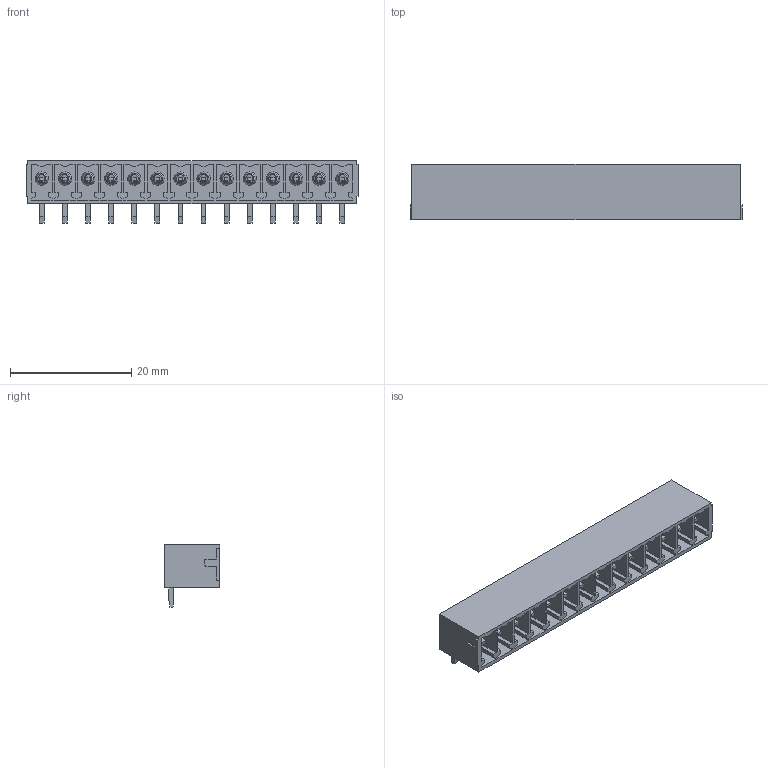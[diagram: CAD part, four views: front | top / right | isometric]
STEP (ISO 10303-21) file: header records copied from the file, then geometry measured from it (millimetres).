
FILE_DESCRIPTION(('CATIA V5 STEP Exchange','CAx-IF Rec.Pracs.--- Model Styling and Organization---1.2---2011-12-15'),'2;1');
FILE_NAME ('D1447375_0_1036620000_1036620000.stp','2018-10-12T06:14:31+00:00',('none'),('Weidmueller'),'CATIA Version 5-6 Release 2014','CATIA V5 STEP AP214','none');
FILE_SCHEMA(('AUTOMOTIVE_DESIGN { 1 0 10303 214 1 1 1 1 }'));
Length unit declared in the file: millimetre
Products named in the file (1): 1036620000
Bounding box: 54.73 x 9.2 x 10.3 mm (x, y, z)
Volume: 1505.4 mm3; surface area: 5130.1 mm2
Topology: 15 solids, 15 shells, 930 faces, 2616 edges, 1744 vertices
Faces by surface type: plane 838, cylinder 36, cone 28, torus 28
Entity records: 26651 total; most frequent: ORIENTED_EDGE 5232, CARTESIAN_POINT 4735, DIRECTION 3364, EDGE_CURVE 2616, VECTOR 2432, LINE 2432, VERTEX_POINT 1744, EDGE_LOOP 986
